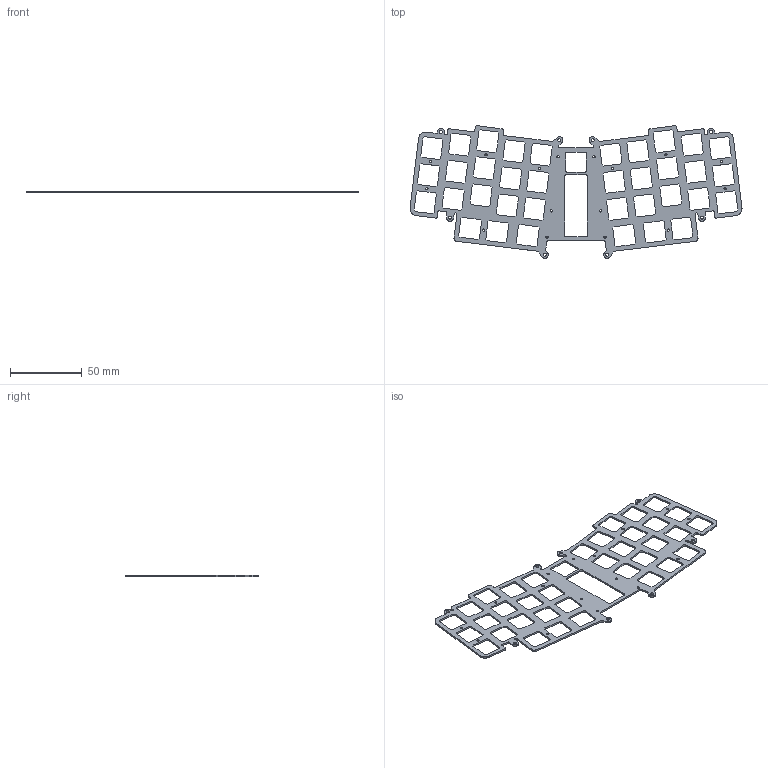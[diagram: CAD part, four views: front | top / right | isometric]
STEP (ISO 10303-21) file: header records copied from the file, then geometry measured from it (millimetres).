
FILE_DESCRIPTION(('KiCad electronic assembly'),'2;1');
FILE_NAME('plate_36keys-3D.step','2024-03-02T16:45:19',('Pcbnew'),( 'Kicad'),'Open CASCADE STEP processor 7.6','KiCad to STEP converter' ,'Unknown');
FILE_SCHEMA(('AUTOMOTIVE_DESIGN { 1 0 10303 214 1 1 1 1 }'));
Length unit declared in the file: millimetre
Products named in the file (2): plate_36keys-3D 1; plate_36keys PCB
Assembly tree (1 placements, depth 2):
  plate_36keys-3D 1
    plate_36keys PCB
Bounding box: 231.63 x 92.48 x 1.2 mm (x, y, z)
Volume: 9657.3 mm3; surface area: 19687.6 mm2
Topology: 1 solids, 1 shells, 975 faces, 2919 edges, 1946 vertices
Faces by surface type: plane 951, cylinder 24
Full cylindrical faces by diameter (mm): 1.6 x16, 2.1 x8
Entity records: 70567 total; most frequent: CARTESIAN_POINT 11968, DIRECTION 10711, LINE 8661, VECTOR 8661, ORIENTED_EDGE 5838, PCURVE 5838, DEFINITIONAL_REPRESENTATION 5838, EDGE_CURVE 2919
